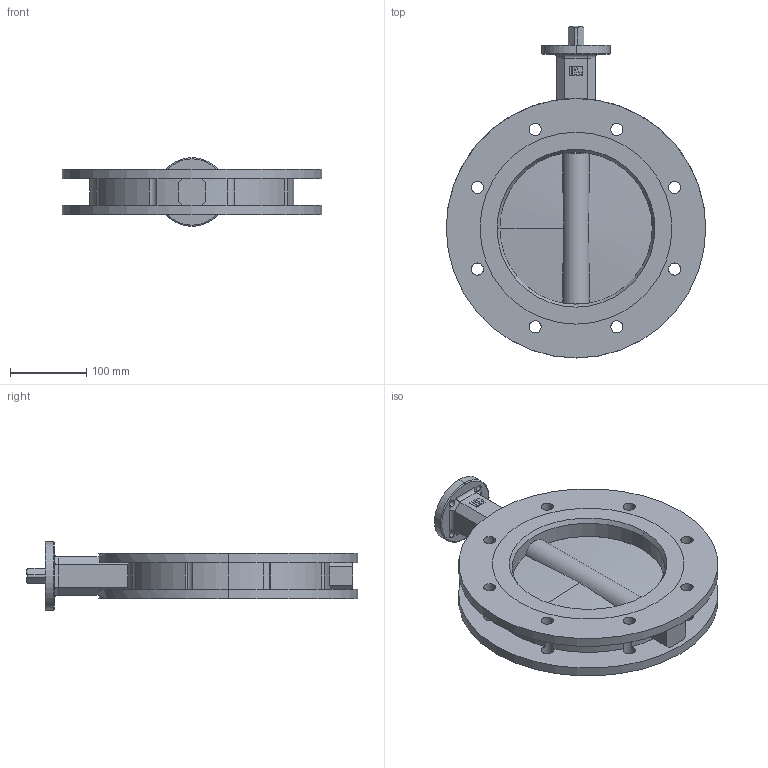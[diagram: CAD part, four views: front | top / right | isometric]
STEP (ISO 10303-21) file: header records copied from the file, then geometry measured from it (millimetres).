
FILE_DESCRIPTION (( 'STEP AP214' ), '1' );
FILE_NAME ('D40200._1.step', '2013-07-30T15:14:03', ( 'mbuehlmann' ), ( '' ), 'SwSTEP 2.0', 'SolidWorks 2012', '' );
FILE_SCHEMA (( 'AUTOMOTIVE_DESIGN' ));
Length unit declared in the file: millimetre
Products named in the file (6): ia-Logo12_ia-Logo12; ia-scheibe250_ia-scheibe200; ia-Dichtungbasic_Dichtung200; ia-4kt_ia-4kt200; BO.D40200._1; D40200._1
Assembly tree (5 placements, depth 2):
  D40200._1
    BO.D40200._1
    ia-4kt_ia-4kt200
    ia-Dichtungbasic_Dichtung200
    ia-scheibe250_ia-scheibe200
    ia-Logo12_ia-Logo12
Bounding box: 340 x 435 x 90 mm (x, y, z)
Volume: 2972634.4 mm3; surface area: 489040.6 mm2
Topology: 5 solids, 5 shells, 154 faces, 466 edges, 302 vertices
Faces by surface type: cylinder 68, plane 56, cone 16, torus 12, sphere 2
Entity records: 5904 total; most frequent: CARTESIAN_POINT 1374, ORIENTED_EDGE 926, DIRECTION 924, EDGE_CURVE 463, AXIS2_PLACEMENT_3D 357, VERTEX_POINT 301, LINE 210, VECTOR 210
